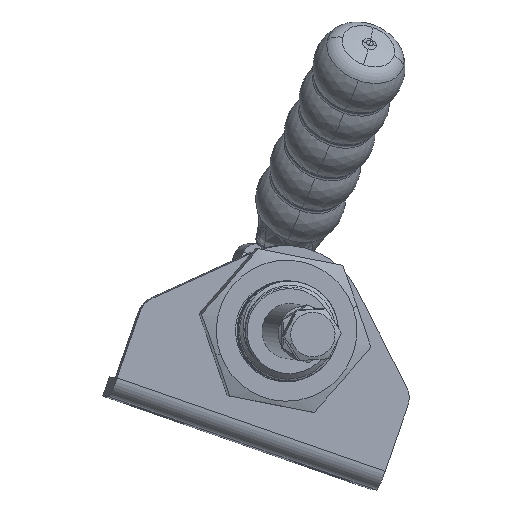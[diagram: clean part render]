
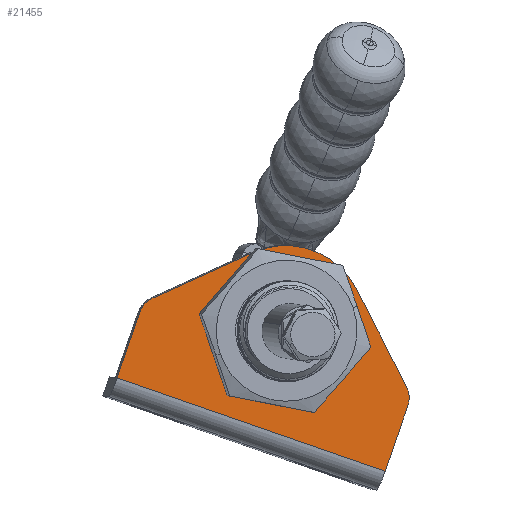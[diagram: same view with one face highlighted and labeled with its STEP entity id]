
A CAD part, top view. The second image highlights one B-rep face of the part: STEP entity #21455.
In plain terms, the highlighted face is planar.
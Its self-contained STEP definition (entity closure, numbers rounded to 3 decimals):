
#106 = DIRECTION ( 'NONE',  ( 1., 0., 0. ) ) ;
#245 = VERTEX_POINT ( 'NONE', #30748 ) ;
#284 = VECTOR ( 'NONE', #36819, 1000. ) ;
#298 = CARTESIAN_POINT ( 'NONE',  ( -23.5, -33.476, 0. ) ) ;
#923 = ORIENTED_EDGE ( 'NONE', *, *, #13698, .F. ) ;
#1546 = CARTESIAN_POINT ( 'NONE',  ( 26.942, -29.849, 0. ) ) ;
#1591 = VERTEX_POINT ( 'NONE', #11644 ) ;
#1943 = CARTESIAN_POINT ( 'NONE',  ( -26.942, -29.849, 0. ) ) ;
#2724 = AXIS2_PLACEMENT_3D ( 'NONE', #35828, #17633, #38841 ) ;
#3315 = DIRECTION ( 'NONE',  ( -1., 0., 0. ) ) ;
#4548 = EDGE_CURVE ( 'NONE', #36390, #33985, #10620, .T. ) ;
#5163 = AXIS2_PLACEMENT_3D ( 'NONE', #38744, #8561, #29738 ) ;
#5427 = DIRECTION ( 'NONE',  ( 0., 0., 1. ) ) ;
#5663 = CARTESIAN_POINT ( 'NONE',  ( 23.5, -33.476, 0. ) ) ;
#6399 = CIRCLE ( 'NONE', #31559, 5. ) ;
#7341 = EDGE_CURVE ( 'NONE', #23039, #8567, #6399, .T. ) ;
#7639 = CARTESIAN_POINT ( 'NONE',  ( -28.5, -33.476, 0. ) ) ;
#7709 = VECTOR ( 'NONE', #31341, 1000. ) ;
#8561 = DIRECTION ( 'NONE',  ( 0., 0., -1. ) ) ;
#8567 = VERTEX_POINT ( 'NONE', #7639 ) ;
#8696 = DIRECTION ( 'NONE',  ( -1., 0., 0. ) ) ;
#10333 = EDGE_CURVE ( 'NONE', #28875, #1591, #30979, .T. ) ;
#10620 = CIRCLE ( 'NONE', #2724, 10. ) ;
#10649 = EDGE_LOOP ( 'NONE', ( #37287, #27818, #36913, #34554, #923, #34223, #24731, #16731 ) ) ;
#11644 = CARTESIAN_POINT ( 'NONE',  ( -11.014, -14.734, 0. ) ) ;
#12598 = CARTESIAN_POINT ( 'NONE',  ( 26.942, -29.849, 0. ) ) ;
#12627 = CARTESIAN_POINT ( 'NONE',  ( 10., -27.34, 0. ) ) ;
#12778 = CIRCLE ( 'NONE', #12840, 10. ) ;
#12840 = AXIS2_PLACEMENT_3D ( 'NONE', #36398, #18231, #106 ) ;
#13698 = EDGE_CURVE ( 'NONE', #1591, #23039, #15198, .T. ) ;
#13717 = CARTESIAN_POINT ( 'NONE',  ( 28.5, -51.34, 0. ) ) ;
#14396 = CIRCLE ( 'NONE', #30719, 5. ) ;
#14636 = EDGE_CURVE ( 'NONE', #34734, #28875, #18265, .T. ) ;
#15198 = LINE ( 'NONE', #1943, #31324 ) ;
#16117 = CARTESIAN_POINT ( 'NONE',  ( -28.5, -51.34, 0. ) ) ;
#16689 = CARTESIAN_POINT ( 'NONE',  ( -28.5, -47.34, 0. ) ) ;
#16731 = ORIENTED_EDGE ( 'NONE', *, *, #18990, .F. ) ;
#16737 = DIRECTION ( 'NONE',  ( 0., 1., 0. ) ) ;
#16924 = CARTESIAN_POINT ( 'NONE',  ( -10., -27.34, 0. ) ) ;
#17633 = DIRECTION ( 'NONE',  ( 0., 0., 1. ) ) ;
#18231 = DIRECTION ( 'NONE',  ( 0., 0., 1. ) ) ;
#18265 = LINE ( 'NONE', #12598, #284 ) ;
#18990 = EDGE_CURVE ( 'NONE', #36007, #34734, #14396, .T. ) ;
#19388 = EDGE_CURVE ( 'NONE', #27007, #36007, #38986, .T. ) ;
#19765 = DIRECTION ( 'NONE',  ( -1., 0., 0. ) ) ;
#21225 = CARTESIAN_POINT ( 'NONE',  ( -26.942, -29.849, 0. ) ) ;
#21455 = ADVANCED_FACE ( 'NONE', ( #34159, #35096 ), #23646, .T. ) ;
#21483 = DIRECTION ( 'NONE',  ( 0., 0., 1. ) ) ;
#21794 = CARTESIAN_POINT ( 'NONE',  ( 28.5, -47.34, 0. ) ) ;
#22598 = ORIENTED_EDGE ( 'NONE', *, *, #23345, .T. ) ;
#22910 = VECTOR ( 'NONE', #16737, 1000. ) ;
#23039 = VERTEX_POINT ( 'NONE', #21225 ) ;
#23161 = DIRECTION ( 'NONE',  ( -0.725, -0.688, 0. ) ) ;
#23345 = EDGE_CURVE ( 'NONE', #33985, #36390, #12778, .T. ) ;
#23403 = ORIENTED_EDGE ( 'NONE', *, *, #4548, .T. ) ;
#23561 = CARTESIAN_POINT ( 'NONE',  ( 0., -26.34, 0. ) ) ;
#23646 = PLANE ( 'NONE',  #5163 ) ;
#24136 = EDGE_LOOP ( 'NONE', ( #23403, #22598 ) ) ;
#24731 = ORIENTED_EDGE ( 'NONE', *, *, #14636, .F. ) ;
#26599 = DIRECTION ( 'NONE',  ( 1., 0., 0. ) ) ;
#26843 = DIRECTION ( 'NONE',  ( 0., 0., 1. ) ) ;
#27007 = VERTEX_POINT ( 'NONE', #21794 ) ;
#27818 = ORIENTED_EDGE ( 'NONE', *, *, #29814, .T. ) ;
#28648 = VECTOR ( 'NONE', #19765, 1000. ) ;
#28875 = VERTEX_POINT ( 'NONE', #29644 ) ;
#29644 = CARTESIAN_POINT ( 'NONE',  ( 11.014, -14.734, 0. ) ) ;
#29659 = CARTESIAN_POINT ( 'NONE',  ( 28.5, -33.476, 0. ) ) ;
#29738 = DIRECTION ( 'NONE',  ( -1., 0., 0. ) ) ;
#29814 = EDGE_CURVE ( 'NONE', #27007, #245, #36700, .T. ) ;
#30719 = AXIS2_PLACEMENT_3D ( 'NONE', #5663, #26843, #8696 ) ;
#30748 = CARTESIAN_POINT ( 'NONE',  ( -28.5, -47.34, 0. ) ) ;
#30979 = CIRCLE ( 'NONE', #34410, 16. ) ;
#31324 = VECTOR ( 'NONE', #23161, 1000. ) ;
#31341 = DIRECTION ( 'NONE',  ( 0., -1., 0. ) ) ;
#31559 = AXIS2_PLACEMENT_3D ( 'NONE', #298, #21483, #3315 ) ;
#33783 = LINE ( 'NONE', #16117, #7709 ) ;
#33985 = VERTEX_POINT ( 'NONE', #12627 ) ;
#34159 = FACE_OUTER_BOUND ( 'NONE', #10649, .T. ) ;
#34223 = ORIENTED_EDGE ( 'NONE', *, *, #10333, .F. ) ;
#34410 = AXIS2_PLACEMENT_3D ( 'NONE', #23561, #5427, #26599 ) ;
#34554 = ORIENTED_EDGE ( 'NONE', *, *, #7341, .F. ) ;
#34734 = VERTEX_POINT ( 'NONE', #1546 ) ;
#35096 = FACE_BOUND ( 'NONE', #24136, .T. ) ;
#35828 = CARTESIAN_POINT ( 'NONE',  ( 0., -27.34, 0. ) ) ;
#36007 = VERTEX_POINT ( 'NONE', #29659 ) ;
#36390 = VERTEX_POINT ( 'NONE', #16924 ) ;
#36398 = CARTESIAN_POINT ( 'NONE',  ( 0., -27.34, 0. ) ) ;
#36700 = LINE ( 'NONE', #16689, #28648 ) ;
#36819 = DIRECTION ( 'NONE',  ( -0.725, 0.688, 0. ) ) ;
#36913 = ORIENTED_EDGE ( 'NONE', *, *, #38239, .F. ) ;
#37287 = ORIENTED_EDGE ( 'NONE', *, *, #19388, .F. ) ;
#38239 = EDGE_CURVE ( 'NONE', #8567, #245, #33783, .T. ) ;
#38744 = CARTESIAN_POINT ( 'NONE',  ( -23.5, -33.476, 0. ) ) ;
#38841 = DIRECTION ( 'NONE',  ( 1., 0., 0. ) ) ;
#38986 = LINE ( 'NONE', #13717, #22910 ) ;
